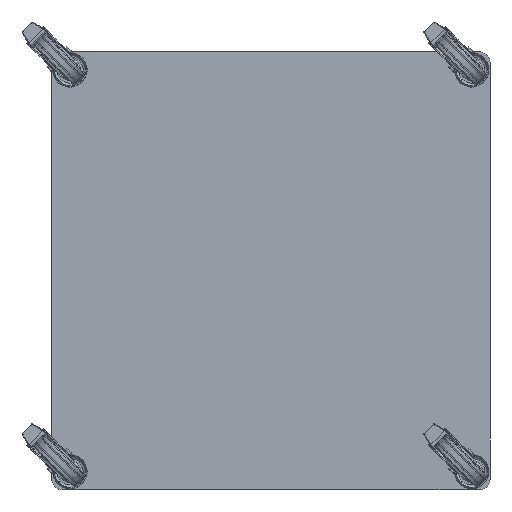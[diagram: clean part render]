
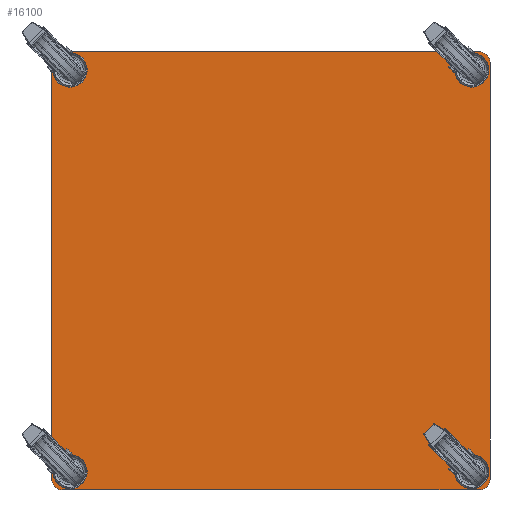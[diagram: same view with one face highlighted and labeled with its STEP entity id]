
A CAD part, front view. The second image highlights one B-rep face of the part: STEP entity #16100.
In plain terms, the highlighted planar face has unit normal (0, -1, 0).
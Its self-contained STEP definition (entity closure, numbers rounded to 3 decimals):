
#215 = DIRECTION ( 'NONE',  ( 0., 1., 0. ) ) ;
#414 = CARTESIAN_POINT ( 'NONE',  ( 285., 0., 300. ) ) ;
#694 = CARTESIAN_POINT ( 'NONE',  ( -275., 0., -269.5 ) ) ;
#732 = VECTOR ( 'NONE', #12510, 1000. ) ;
#782 = CARTESIAN_POINT ( 'NONE',  ( 275., 0., 269.5 ) ) ;
#808 = DIRECTION ( 'NONE',  ( 0., 1., 0. ) ) ;
#934 = EDGE_CURVE ( 'NONE', #4853, #12215, #17521, .T. ) ;
#986 = DIRECTION ( 'NONE',  ( 0., 0., 1. ) ) ;
#1065 = VERTEX_POINT ( 'NONE', #4660 ) ;
#1159 = CARTESIAN_POINT ( 'NONE',  ( -300., 0., 285. ) ) ;
#1226 = CARTESIAN_POINT ( 'NONE',  ( -275., 0., 269.5 ) ) ;
#1343 = VECTOR ( 'NONE', #10490, 1000. ) ;
#1389 = VERTEX_POINT ( 'NONE', #9324 ) ;
#1449 = EDGE_LOOP ( 'NONE', ( #15245, #5313 ) ) ;
#1643 = EDGE_CURVE ( 'NONE', #14137, #16456, #17498, .T. ) ;
#1644 = DIRECTION ( 'NONE',  ( 0., 0., 1. ) ) ;
#1677 = VERTEX_POINT ( 'NONE', #15562 ) ;
#1771 = ORIENTED_EDGE ( 'NONE', *, *, #2241, .T. ) ;
#1829 = VERTEX_POINT ( 'NONE', #694 ) ;
#1865 = DIRECTION ( 'NONE',  ( 0., 0., 1. ) ) ;
#2009 = EDGE_CURVE ( 'NONE', #1677, #4951, #9227, .T. ) ;
#2147 = VERTEX_POINT ( 'NONE', #9707 ) ;
#2241 = EDGE_CURVE ( 'NONE', #2147, #1829, #17704, .T. ) ;
#2251 = CARTESIAN_POINT ( 'NONE',  ( -285., 0., -300. ) ) ;
#2494 = CIRCLE ( 'NONE', #16638, 15. ) ;
#2517 = EDGE_CURVE ( 'NONE', #1065, #11061, #5058, .T. ) ;
#2544 = ORIENTED_EDGE ( 'NONE', *, *, #15414, .F. ) ;
#2546 = CARTESIAN_POINT ( 'NONE',  ( 285., 0., -300. ) ) ;
#2760 = ORIENTED_EDGE ( 'NONE', *, *, #7421, .T. ) ;
#2794 = CARTESIAN_POINT ( 'NONE',  ( 300., 0., 285. ) ) ;
#2810 = DIRECTION ( 'NONE',  ( 0., 1., 0. ) ) ;
#3047 = EDGE_LOOP ( 'NONE', ( #15397, #1771 ) ) ;
#3070 = VERTEX_POINT ( 'NONE', #6608 ) ;
#3502 = EDGE_CURVE ( 'NONE', #16456, #14137, #13070, .T. ) ;
#3865 = AXIS2_PLACEMENT_3D ( 'NONE', #16765, #16534, #4061 ) ;
#4061 = DIRECTION ( 'NONE',  ( 0., 0., 1. ) ) ;
#4182 = AXIS2_PLACEMENT_3D ( 'NONE', #4255, #2810, #5707 ) ;
#4255 = CARTESIAN_POINT ( 'NONE',  ( 275., 0., 275. ) ) ;
#4407 = LINE ( 'NONE', #2251, #13766 ) ;
#4470 = DIRECTION ( 'NONE',  ( 0., 1., 0. ) ) ;
#4660 = CARTESIAN_POINT ( 'NONE',  ( -285., 0., 300. ) ) ;
#4664 = DIRECTION ( 'NONE',  ( 0., 0., -1. ) ) ;
#4737 = CARTESIAN_POINT ( 'NONE',  ( 275., 0., 280.5 ) ) ;
#4763 = ORIENTED_EDGE ( 'NONE', *, *, #16745, .T. ) ;
#4768 = AXIS2_PLACEMENT_3D ( 'NONE', #7261, #4470, #1644 ) ;
#4819 = VERTEX_POINT ( 'NONE', #10753 ) ;
#4853 = VERTEX_POINT ( 'NONE', #4902 ) ;
#4902 = CARTESIAN_POINT ( 'NONE',  ( 300., 0., 285. ) ) ;
#4926 = EDGE_LOOP ( 'NONE', ( #6096, #7310 ) ) ;
#4951 = VERTEX_POINT ( 'NONE', #8073 ) ;
#5055 = DIRECTION ( 'NONE',  ( -1., 0., 0. ) ) ;
#5058 = LINE ( 'NONE', #9100, #1343 ) ;
#5075 = DIRECTION ( 'NONE',  ( 0., 0., -1. ) ) ;
#5159 = EDGE_LOOP ( 'NONE', ( #2760, #4763 ) ) ;
#5189 = CARTESIAN_POINT ( 'NONE',  ( 285., 0., -285. ) ) ;
#5313 = ORIENTED_EDGE ( 'NONE', *, *, #2009, .T. ) ;
#5560 = DIRECTION ( 'NONE',  ( 0., 1., 0. ) ) ;
#5707 = DIRECTION ( 'NONE',  ( 0., 0., 1. ) ) ;
#6096 = ORIENTED_EDGE ( 'NONE', *, *, #3502, .T. ) ;
#6331 = VECTOR ( 'NONE', #986, 1000. ) ;
#6345 = DIRECTION ( 'NONE',  ( 0., 1., 0. ) ) ;
#6608 = CARTESIAN_POINT ( 'NONE',  ( -285., 0., -300. ) ) ;
#6764 = FACE_OUTER_BOUND ( 'NONE', #9399, .T. ) ;
#6974 = CIRCLE ( 'NONE', #11432, 5.5 ) ;
#7197 = AXIS2_PLACEMENT_3D ( 'NONE', #15132, #16475, #17771 ) ;
#7261 = CARTESIAN_POINT ( 'NONE',  ( -275., 0., -275. ) ) ;
#7310 = ORIENTED_EDGE ( 'NONE', *, *, #1643, .T. ) ;
#7421 = EDGE_CURVE ( 'NONE', #4819, #15815, #17444, .T. ) ;
#7694 = DIRECTION ( 'NONE',  ( 0., -1., 0. ) ) ;
#7881 = DIRECTION ( 'NONE',  ( 0., 1., 0. ) ) ;
#7932 = ORIENTED_EDGE ( 'NONE', *, *, #12647, .F. ) ;
#8073 = CARTESIAN_POINT ( 'NONE',  ( 275., 0., -269.5 ) ) ;
#8593 = CARTESIAN_POINT ( 'NONE',  ( -275., 0., 275. ) ) ;
#8673 = AXIS2_PLACEMENT_3D ( 'NONE', #8593, #215, #1865 ) ;
#8736 = FACE_BOUND ( 'NONE', #5159, .T. ) ;
#8820 = EDGE_CURVE ( 'NONE', #12215, #13734, #10847, .T. ) ;
#8948 = CARTESIAN_POINT ( 'NONE',  ( 300., 0., -285. ) ) ;
#8999 = ORIENTED_EDGE ( 'NONE', *, *, #15099, .F. ) ;
#9074 = DIRECTION ( 'NONE',  ( 0., 0., 1. ) ) ;
#9100 = CARTESIAN_POINT ( 'NONE',  ( -285., 0., 300. ) ) ;
#9227 = CIRCLE ( 'NONE', #3865, 5.5 ) ;
#9324 = CARTESIAN_POINT ( 'NONE',  ( -300., 0., -285. ) ) ;
#9399 = EDGE_LOOP ( 'NONE', ( #15770, #16914, #2544, #13223, #8999, #15375, #7932, #13477 ) ) ;
#9411 = FACE_BOUND ( 'NONE', #3047, .T. ) ;
#9707 = CARTESIAN_POINT ( 'NONE',  ( -275., 0., -280.5 ) ) ;
#9708 = CARTESIAN_POINT ( 'NONE',  ( -275., 0., 275. ) ) ;
#9778 = DIRECTION ( 'NONE',  ( 0., 1., 0. ) ) ;
#10412 = DIRECTION ( 'NONE',  ( 0., 1., 0. ) ) ;
#10447 = CIRCLE ( 'NONE', #14964, 5.5 ) ;
#10490 = DIRECTION ( 'NONE',  ( 1., 0., 0. ) ) ;
#10493 = CARTESIAN_POINT ( 'NONE',  ( -300., 0., 285. ) ) ;
#10753 = CARTESIAN_POINT ( 'NONE',  ( -275., 0., 280.5 ) ) ;
#10847 = CIRCLE ( 'NONE', #14553, 15. ) ;
#11061 = VERTEX_POINT ( 'NONE', #414 ) ;
#11432 = AXIS2_PLACEMENT_3D ( 'NONE', #9708, #9778, #16824 ) ;
#11954 = DIRECTION ( 'NONE',  ( 0., 0., 1. ) ) ;
#12215 = VERTEX_POINT ( 'NONE', #8948 ) ;
#12510 = DIRECTION ( 'NONE',  ( 0., 0., -1. ) ) ;
#12647 = EDGE_CURVE ( 'NONE', #3070, #1389, #2494, .T. ) ;
#13049 = DIRECTION ( 'NONE',  ( 0., 0., -1. ) ) ;
#13058 = AXIS2_PLACEMENT_3D ( 'NONE', #17560, #7694, #5075 ) ;
#13070 = CIRCLE ( 'NONE', #17018, 5.5 ) ;
#13223 = ORIENTED_EDGE ( 'NONE', *, *, #2517, .F. ) ;
#13285 = CARTESIAN_POINT ( 'NONE',  ( 275., 0., 275. ) ) ;
#13477 = ORIENTED_EDGE ( 'NONE', *, *, #14036, .F. ) ;
#13718 = EDGE_CURVE ( 'NONE', #4951, #1677, #16414, .T. ) ;
#13734 = VERTEX_POINT ( 'NONE', #2546 ) ;
#13766 = VECTOR ( 'NONE', #5055, 1000. ) ;
#14036 = EDGE_CURVE ( 'NONE', #13734, #3070, #4407, .T. ) ;
#14089 = AXIS2_PLACEMENT_3D ( 'NONE', #16633, #5560, #15292 ) ;
#14137 = VERTEX_POINT ( 'NONE', #782 ) ;
#14435 = CIRCLE ( 'NONE', #15982, 15. ) ;
#14553 = AXIS2_PLACEMENT_3D ( 'NONE', #5189, #7881, #17685 ) ;
#14690 = CARTESIAN_POINT ( 'NONE',  ( -285., 0., 285. ) ) ;
#14964 = AXIS2_PLACEMENT_3D ( 'NONE', #15894, #10412, #9074 ) ;
#15099 = EDGE_CURVE ( 'NONE', #17193, #1065, #14435, .T. ) ;
#15132 = CARTESIAN_POINT ( 'NONE',  ( 275., 0., -275. ) ) ;
#15245 = ORIENTED_EDGE ( 'NONE', *, *, #13718, .T. ) ;
#15292 = DIRECTION ( 'NONE',  ( 0., 0., 1. ) ) ;
#15293 = CIRCLE ( 'NONE', #14089, 15. ) ;
#15375 = ORIENTED_EDGE ( 'NONE', *, *, #16215, .F. ) ;
#15397 = ORIENTED_EDGE ( 'NONE', *, *, #17684, .T. ) ;
#15414 = EDGE_CURVE ( 'NONE', #11061, #4853, #15293, .T. ) ;
#15562 = CARTESIAN_POINT ( 'NONE',  ( 275., 0., -280.5 ) ) ;
#15619 = CARTESIAN_POINT ( 'NONE',  ( -285., 0., -285. ) ) ;
#15770 = ORIENTED_EDGE ( 'NONE', *, *, #8820, .F. ) ;
#15815 = VERTEX_POINT ( 'NONE', #1226 ) ;
#15867 = DIRECTION ( 'NONE',  ( 0., 1., 0. ) ) ;
#15894 = CARTESIAN_POINT ( 'NONE',  ( -275., 0., -275. ) ) ;
#15931 = FACE_BOUND ( 'NONE', #1449, .T. ) ;
#15982 = AXIS2_PLACEMENT_3D ( 'NONE', #14690, #808, #13049 ) ;
#16100 = ADVANCED_FACE ( 'NONE', ( #8736, #9411, #15931, #17005, #6764 ), #16162, .T. ) ;
#16162 = PLANE ( 'NONE',  #13058 ) ;
#16215 = EDGE_CURVE ( 'NONE', #1389, #17193, #16794, .T. ) ;
#16414 = CIRCLE ( 'NONE', #7197, 5.5 ) ;
#16456 = VERTEX_POINT ( 'NONE', #4737 ) ;
#16475 = DIRECTION ( 'NONE',  ( 0., 1., 0. ) ) ;
#16534 = DIRECTION ( 'NONE',  ( 0., 1., 0. ) ) ;
#16633 = CARTESIAN_POINT ( 'NONE',  ( 285., 0., 285. ) ) ;
#16638 = AXIS2_PLACEMENT_3D ( 'NONE', #15619, #15867, #4664 ) ;
#16745 = EDGE_CURVE ( 'NONE', #15815, #4819, #6974, .T. ) ;
#16765 = CARTESIAN_POINT ( 'NONE',  ( 275., 0., -275. ) ) ;
#16794 = LINE ( 'NONE', #1159, #6331 ) ;
#16824 = DIRECTION ( 'NONE',  ( 0., 0., 1. ) ) ;
#16914 = ORIENTED_EDGE ( 'NONE', *, *, #934, .F. ) ;
#17005 = FACE_BOUND ( 'NONE', #4926, .T. ) ;
#17018 = AXIS2_PLACEMENT_3D ( 'NONE', #13285, #6345, #11954 ) ;
#17193 = VERTEX_POINT ( 'NONE', #10493 ) ;
#17444 = CIRCLE ( 'NONE', #8673, 5.5 ) ;
#17498 = CIRCLE ( 'NONE', #4182, 5.5 ) ;
#17521 = LINE ( 'NONE', #2794, #732 ) ;
#17560 = CARTESIAN_POINT ( 'NONE',  ( 285., 0., -285. ) ) ;
#17684 = EDGE_CURVE ( 'NONE', #1829, #2147, #10447, .T. ) ;
#17685 = DIRECTION ( 'NONE',  ( 0., 0., -1. ) ) ;
#17704 = CIRCLE ( 'NONE', #4768, 5.5 ) ;
#17771 = DIRECTION ( 'NONE',  ( 0., 0., 1. ) ) ;
